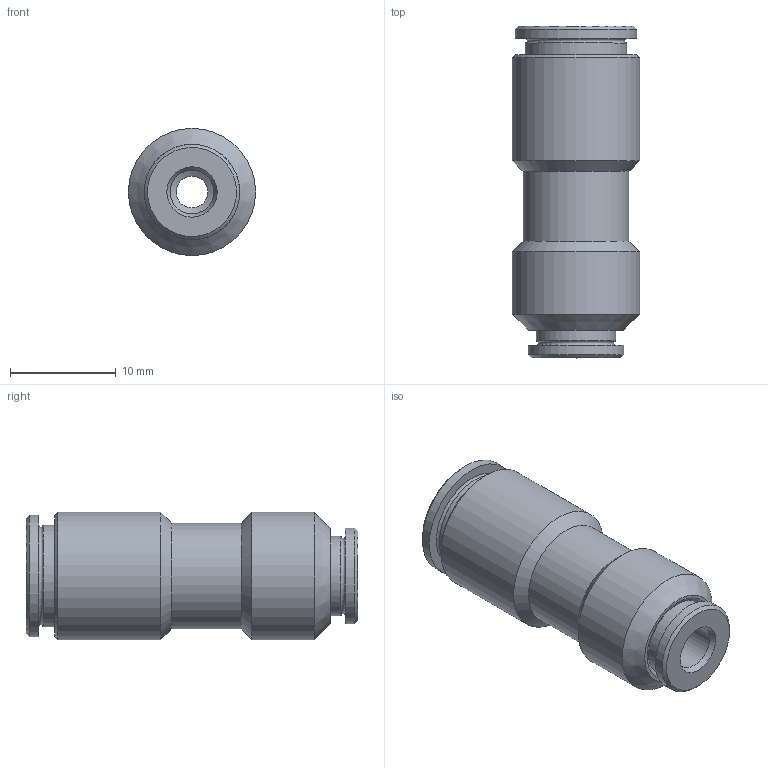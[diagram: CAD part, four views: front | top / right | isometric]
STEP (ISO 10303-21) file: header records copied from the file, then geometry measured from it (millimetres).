
FILE_DESCRIPTION(/* description */ ('STEP AP214'),/* implementation_level */ '2;1');
FILE_NAME(/* name */ 'X0163010',/* time_stamp */ '2023-05-10T10:33:03+02:00',/* author */ ('License CC BY-ND 4.0'),/* organization */ ('CADENAS'),/* preprocessor_version */ 'ST-DEVELOPER v19.3',/* originating_system */ 'PARTsolutions',/* authorisation */ ' ');
FILE_SCHEMA (('AUTOMOTIVE_DESIGN {1 0 10303 214 3 1 1}'));
Length unit declared in the file: metre
Products named in the file (4): X0163010; X0163010_PART3; X0163010_PART2; X0163010_PART1
Assembly tree (3 placements, depth 2):
  X0163010
    X0163010_PART3
    X0163010_PART2
    X0163010_PART1
Bounding box: 12 x 31.31 x 12 mm (x, y, z)
Volume: 1779.9 mm3; surface area: 2560.3 mm2
Topology: 3 solids, 3 shells, 68 faces, 126 edges, 72 vertices
Faces by surface type: cone 24, cylinder 24, plane 14, torus 6
Full cylindrical faces by diameter (mm): 3 x1, 4.15 x2, 4.9 x1, 5.85 x1, 6.15 x2, 7 x2, 7.5 x1, 7.6 x2, 7.9 x1, 8.15 x1, 9 x1, 9.05 x1, 9.6 x1, 9.7 x2, 10 x1, 10.25 x1, 11.5 x1, 12 x2
Entity records: 1477 total; most frequent: DIRECTION 280, CARTESIAN_POINT 208, AXIS2_PLACEMENT_3D 140, ORIENTED_EDGE 136, EDGE_LOOP 136, FACE_BOUND 136, EDGE_CURVE 68, VERTEX_POINT 68
